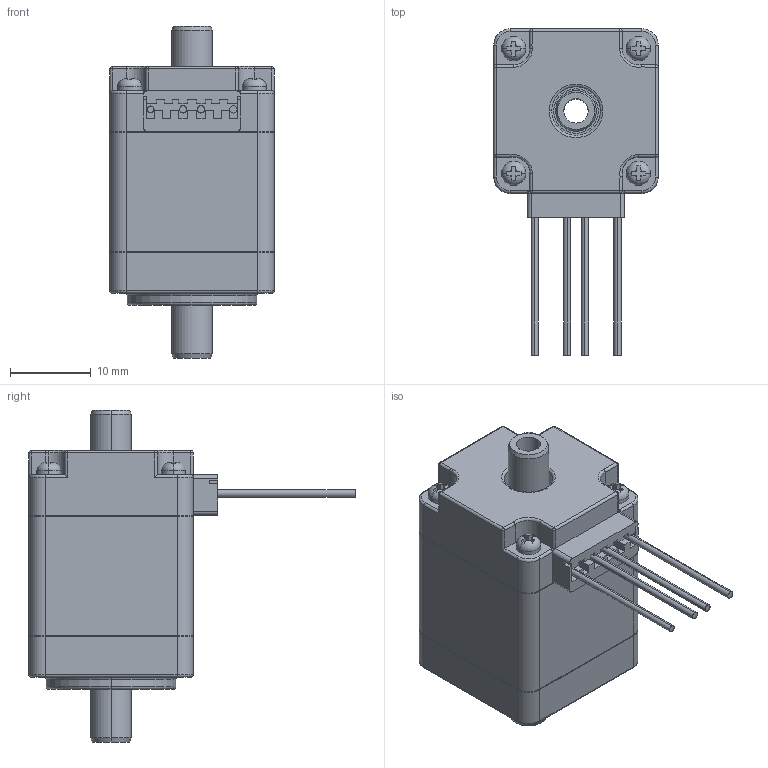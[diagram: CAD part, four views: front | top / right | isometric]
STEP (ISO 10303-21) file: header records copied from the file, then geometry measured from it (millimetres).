
FILE_DESCRIPTION (( 'STEP AP214' ), '1' );
FILE_NAME ('8HS12-0494H.STEP', '2019-12-07T07:41:33', ( '' ), ( '' ), 'SwSTEP 2.0', 'SolidWorks 2016', '' );
FILE_SCHEMA (( 'AUTOMOTIVE_DESIGN' ));
Length unit declared in the file: millimetre
Products named in the file (1): 8HS12-0494H
Bounding box: 20.3 x 40.3 x 41 mm (x, y, z)
Volume: 11437 mm3; surface area: 4745.8 mm2
Topology: 1 solids, 1 shells, 348 faces, 900 edges, 564 vertices
Faces by surface type: plane 191, cylinder 106, torus 29, cone 12, sphere 8, bspline 2
Entity records: 13061 total; most frequent: CARTESIAN_POINT 2133, ORIENTED_EDGE 1772, DIRECTION 1761, EDGE_CURVE 886, AXIS2_PLACEMENT_3D 604, VERTEX_POINT 564, VECTOR 553, LINE 553
